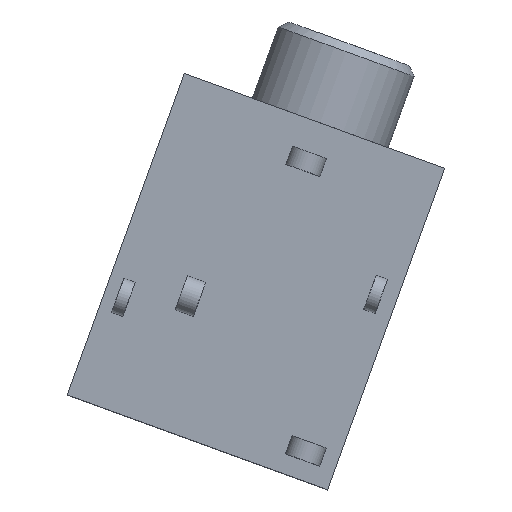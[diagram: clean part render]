
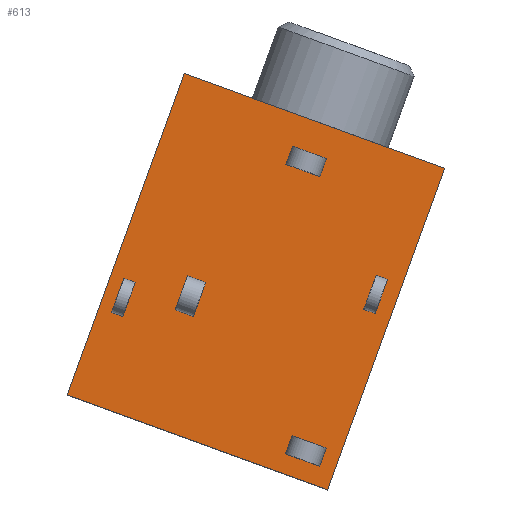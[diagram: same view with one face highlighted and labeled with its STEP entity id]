
A CAD part, top view. The second image highlights one B-rep face of the part: STEP entity #613.
In plain terms, the highlighted face is planar.
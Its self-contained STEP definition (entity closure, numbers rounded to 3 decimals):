
#34=PLANE('',#680);
#90=FACE_OUTER_BOUND('',#132,.T.);
#132=EDGE_LOOP('',(#477,#478,#479,#480));
#170=LINE('',#936,#235);
#174=LINE('',#944,#239);
#176=LINE('',#948,#241);
#179=LINE('',#953,#244);
#235=VECTOR('',#753,1.);
#239=VECTOR('',#759,1.);
#241=VECTOR('',#763,1.);
#244=VECTOR('',#768,1.);
#317=VERTEX_POINT('',#933);
#318=VERTEX_POINT('',#935);
#321=VERTEX_POINT('',#942);
#322=VERTEX_POINT('',#947);
#373=EDGE_CURVE('',#317,#318,#170,.T.);
#377=EDGE_CURVE('',#321,#317,#174,.T.);
#379=EDGE_CURVE('',#318,#322,#176,.T.);
#382=EDGE_CURVE('',#322,#321,#179,.T.);
#477=ORIENTED_EDGE('',*,*,#377,.F.);
#478=ORIENTED_EDGE('',*,*,#382,.F.);
#479=ORIENTED_EDGE('',*,*,#379,.F.);
#480=ORIENTED_EDGE('',*,*,#373,.F.);
#613=ADVANCED_FACE('',(#90),#34,.T.);
#680=AXIS2_PLACEMENT_3D('',#956,#772,#773);
#753=DIRECTION('',(1.,0.,0.));
#759=DIRECTION('',(0.,0.,1.));
#763=DIRECTION('',(0.,0.,-1.));
#768=DIRECTION('',(-1.,0.,0.));
#772=DIRECTION('center_axis',(0.,-1.,0.));
#773=DIRECTION('ref_axis',(0.,0.,-1.));
#933=CARTESIAN_POINT('',(0.,0.,0.));
#935=CARTESIAN_POINT('',(11.5,0.,0.));
#936=CARTESIAN_POINT('',(0.,0.,0.));
#942=CARTESIAN_POINT('',(0.,0.,-14.2));
#944=CARTESIAN_POINT('',(0.,0.,0.));
#947=CARTESIAN_POINT('',(11.5,0.,-14.2));
#948=CARTESIAN_POINT('',(11.5,0.,0.));
#953=CARTESIAN_POINT('',(0.,0.,-14.2));
#956=CARTESIAN_POINT('Origin',(0.,0.,0.));
